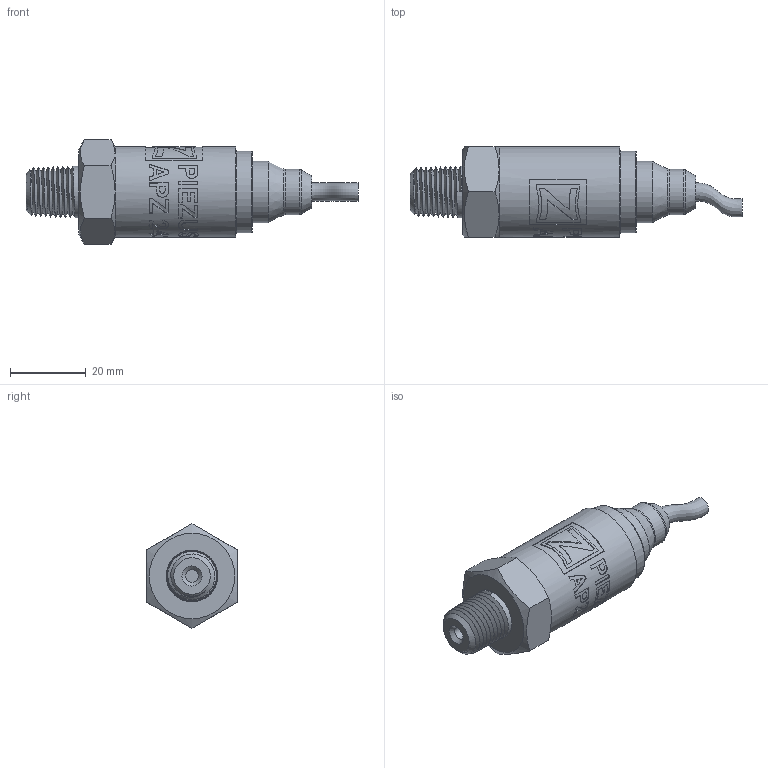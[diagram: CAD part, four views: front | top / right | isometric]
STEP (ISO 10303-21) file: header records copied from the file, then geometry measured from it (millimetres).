
FILE_DESCRIPTION(/* description */ (''),/* implementation_level */ '2;1');
FILE_NAME(/* name */ 'APZ2422_1''4NPT_CableGland#2.step',/* time_stamp */ '2021-06-25T14:15:52+03:00',/* author */ (''),/* organization */ (''),/* preprocessor_version */ 'ST-DEVELOPER v18.1',/* originating_system */ 'Autodesk Translation Framework v10.9.0.1377',/* authorisation */ '');
FILE_SCHEMA (('AUTOMOTIVE_DESIGN { 1 0 10303 214 3 1 1 }'));
Length unit declared in the file: millimetre
Products named in the file (5): АПЗ 2422 заполненная; NPT 1/4; Стакан; #15960; #15961
Assembly tree (4 placements, depth 2):
  АПЗ 2422 заполненная
    NPT 1/4
    Стакан
    #15960
    #15961
Bounding box: 87.95 x 24 x 27.71 mm (x, y, z)
Volume: 22525.3 mm3; surface area: 8679.3 mm2
Topology: 3 solids, 3 shells, 325 faces, 863 edges, 571 vertices
Faces by surface type: bspline 229, plane 36, cylinder 33, cone 21, torus 6
Full cylindrical faces by diameter (mm): 3.3 x1, 4.8 x2, 7.2 x1, 12 x1, 13.5 x1, 16.2 x1, 17.8 x1, 19.5 x1, 21.2 x2, 21.7 x1, 24 x1
Entity records: 15991 total; most frequent: CARTESIAN_POINT 9334, ORIENTED_EDGE 1726, EDGE_CURVE 863, DIRECTION 647, VERTEX_POINT 571, B_SPLINE_CURVE_WITH_KNOTS 479, EDGE_LOOP 354, FACE_OUTER_BOUND 325
